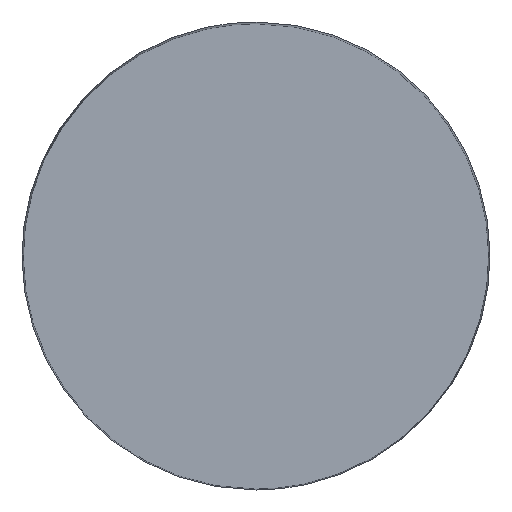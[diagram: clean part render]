
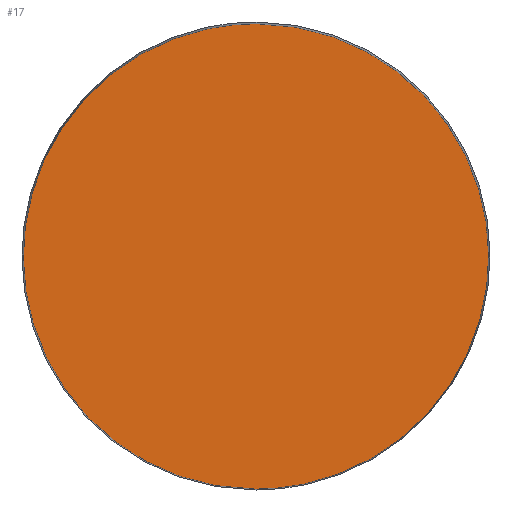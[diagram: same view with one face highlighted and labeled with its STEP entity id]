
A CAD part, top view. The second image highlights one B-rep face of the part: STEP entity #17.
In plain terms, the highlighted planar face has unit normal (0, 0, -1).
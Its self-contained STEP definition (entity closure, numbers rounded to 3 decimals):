
#17 = ADVANCED_FACE('',(#18),#34,.T.);
#18 = FACE_BOUND('',#19,.T.);
#19 = EDGE_LOOP('',(#20,#87));
#20 = ORIENTED_EDGE('',*,*,#21,.T.);
#21 = EDGE_CURVE('',#22,#24,#26,.T.);
#22 = VERTEX_POINT('',#23);
#23 = CARTESIAN_POINT('',(243.643,290.858,
    315.799));
#24 = VERTEX_POINT('',#25);
#25 = CARTESIAN_POINT('',(243.643,292.052,
    315.799));
#26 = SURFACE_CURVE('',#27,(#33,#47),.PCURVE_S1.);
#27 = ( BOUNDED_CURVE() B_SPLINE_CURVE(2,(#28,#29,#30,#31,#32),
.UNSPECIFIED.,.F.,.F.) B_SPLINE_CURVE_WITH_KNOTS((3,2,3),(0.,
0.938,1.875),.UNSPECIFIED.) CURVE() 
GEOMETRIC_REPRESENTATION_ITEM() RATIONAL_B_SPLINE_CURVE((1.,
0.707,1.,0.707,1.)) REPRESENTATION_ITEM('') );
#28 = CARTESIAN_POINT('',(243.643,290.858,
    315.799));
#29 = CARTESIAN_POINT('',(243.046,290.858,
    315.799));
#30 = CARTESIAN_POINT('',(243.046,291.455,
    315.799));
#31 = CARTESIAN_POINT('',(243.046,292.052,
    315.799));
#32 = CARTESIAN_POINT('',(243.643,292.052,
    315.799));
#33 = PCURVE('',#34,#39);
#34 = PLANE('',#35);
#35 = AXIS2_PLACEMENT_3D('',#36,#37,#38);
#36 = CARTESIAN_POINT('',(244.48,292.291,315.799)
  );
#37 = DIRECTION('',(0.,0.,-1.));
#38 = DIRECTION('',(0.,-1.,0.));
#39 = DEFINITIONAL_REPRESENTATION('',(#40),#46);
#40 = ( BOUNDED_CURVE() B_SPLINE_CURVE(2,(#41,#42,#43,#44,#45),
.UNSPECIFIED.,.F.,.F.) B_SPLINE_CURVE_WITH_KNOTS((3,2,3),(0.,
0.938,1.875),.UNSPECIFIED.) CURVE() 
GEOMETRIC_REPRESENTATION_ITEM() RATIONAL_B_SPLINE_CURVE((1.,
0.707,1.,0.707,1.)) REPRESENTATION_ITEM('') );
#41 = CARTESIAN_POINT('',(1.433,0.836));
#42 = CARTESIAN_POINT('',(1.433,1.433));
#43 = CARTESIAN_POINT('',(0.836,1.433));
#44 = CARTESIAN_POINT('',(0.239,1.433));
#45 = CARTESIAN_POINT('',(0.239,0.836));
#46 = ( GEOMETRIC_REPRESENTATION_CONTEXT(2) 
PARAMETRIC_REPRESENTATION_CONTEXT() REPRESENTATION_CONTEXT('2D SPACE',''
  ) );
#47 = PCURVE('',#48,#59);
#48 = ( BOUNDED_SURFACE() B_SPLINE_SURFACE(2,1,(
    (#49,#50)
    ,(#51,#52)
    ,(#53,#54)
    ,(#55,#56)
,(#57,#58
    )),.UNSPECIFIED.,.F.,.F.,.F.) B_SPLINE_SURFACE_WITH_KNOTS((3,2,3),(2
    ,2),(0.,1.571,3.142),(0.,1.002),
.UNSPECIFIED.) GEOMETRIC_REPRESENTATION_ITEM() RATIONAL_B_SPLINE_SURFACE
((
    (1.,1.)
    ,(0.707,0.707)
    ,(1.,1.)
    ,(0.707,0.707)
,(1.,1.))) REPRESENTATION_ITEM('') SURFACE() );
#49 = CARTESIAN_POINT('',(243.643,292.051,
    315.616));
#50 = CARTESIAN_POINT('',(243.643,292.056,316.618
    ));
#51 = CARTESIAN_POINT('',(243.047,292.051,
    315.616));
#52 = CARTESIAN_POINT('',(243.042,292.056,316.618
    ));
#53 = CARTESIAN_POINT('',(243.047,291.455,315.616
    ));
#54 = CARTESIAN_POINT('',(243.042,291.455,
    316.618));
#55 = CARTESIAN_POINT('',(243.047,290.859,315.616
    ));
#56 = CARTESIAN_POINT('',(243.042,290.854,
    316.618));
#57 = CARTESIAN_POINT('',(243.643,290.859,315.616
    ));
#58 = CARTESIAN_POINT('',(243.643,290.854,
    316.618));
#59 = DEFINITIONAL_REPRESENTATION('',(#60),#86);
#60 = B_SPLINE_CURVE_WITH_KNOTS('',3,(#61,#62,#63,#64,#65,#66,#67,#68,
    #69,#70,#71,#72,#73,#74,#75,#76,#77,#78,#79,#80,#81,#82,#83,#84,#85)
  ,.UNSPECIFIED.,.F.,.F.,(4,1,1,1,1,1,1,1,1,1,1,1,1,1,1,1,1,1,1,1,1,1,4)
  ,(0.,0.085,0.17,0.256,0.341,
    0.426,0.511,0.597,0.682,
    0.767,0.852,0.938,1.023,
    1.108,1.193,1.279,1.364,
    1.449,1.534,1.62,1.705,
    1.79,1.875),.QUASI_UNIFORM_KNOTS.);
#61 = CARTESIAN_POINT('',(3.142,0.184));
#62 = CARTESIAN_POINT('',(3.094,0.184));
#63 = CARTESIAN_POINT('',(2.999,0.184));
#64 = CARTESIAN_POINT('',(2.856,0.184));
#65 = CARTESIAN_POINT('',(2.713,0.184));
#66 = CARTESIAN_POINT('',(2.57,0.184));
#67 = CARTESIAN_POINT('',(2.428,0.184));
#68 = CARTESIAN_POINT('',(2.285,0.184));
#69 = CARTESIAN_POINT('',(2.142,0.184));
#70 = CARTESIAN_POINT('',(1.999,0.184));
#71 = CARTESIAN_POINT('',(1.856,0.184));
#72 = CARTESIAN_POINT('',(1.714,0.184));
#73 = CARTESIAN_POINT('',(1.571,0.184));
#74 = CARTESIAN_POINT('',(1.428,0.184));
#75 = CARTESIAN_POINT('',(1.285,0.184));
#76 = CARTESIAN_POINT('',(1.142,0.184));
#77 = CARTESIAN_POINT('',(1.,0.184));
#78 = CARTESIAN_POINT('',(0.857,0.184));
#79 = CARTESIAN_POINT('',(0.714,0.184));
#80 = CARTESIAN_POINT('',(0.571,0.184));
#81 = CARTESIAN_POINT('',(0.428,0.184));
#82 = CARTESIAN_POINT('',(0.286,0.184));
#83 = CARTESIAN_POINT('',(0.143,0.184));
#84 = CARTESIAN_POINT('',(0.048,0.184));
#85 = CARTESIAN_POINT('',(0.,0.184));
#86 = ( GEOMETRIC_REPRESENTATION_CONTEXT(2) 
PARAMETRIC_REPRESENTATION_CONTEXT() REPRESENTATION_CONTEXT('2D SPACE',''
  ) );
#87 = ORIENTED_EDGE('',*,*,#88,.T.);
#88 = EDGE_CURVE('',#24,#22,#89,.T.);
#89 = SURFACE_CURVE('',#90,(#96,#105),.PCURVE_S1.);
#90 = ( BOUNDED_CURVE() B_SPLINE_CURVE(2,(#91,#92,#93,#94,#95),
.UNSPECIFIED.,.F.,.F.) B_SPLINE_CURVE_WITH_KNOTS((3,2,3),(1.875
,2.813,3.75),.PIECEWISE_BEZIER_KNOTS.) CURVE() 
GEOMETRIC_REPRESENTATION_ITEM() RATIONAL_B_SPLINE_CURVE((1.,
0.707,1.,0.707,1.)) REPRESENTATION_ITEM('') );
#91 = CARTESIAN_POINT('',(243.643,292.052,
    315.799));
#92 = CARTESIAN_POINT('',(244.24,292.052,
    315.799));
#93 = CARTESIAN_POINT('',(244.24,291.455,
    315.799));
#94 = CARTESIAN_POINT('',(244.24,290.858,
    315.799));
#95 = CARTESIAN_POINT('',(243.643,290.858,
    315.799));
#96 = PCURVE('',#34,#97);
#97 = DEFINITIONAL_REPRESENTATION('',(#98),#104);
#98 = ( BOUNDED_CURVE() B_SPLINE_CURVE(2,(#99,#100,#101,#102,#103),
.UNSPECIFIED.,.F.,.F.) B_SPLINE_CURVE_WITH_KNOTS((3,2,3),(1.875
,2.813,3.75),.PIECEWISE_BEZIER_KNOTS.) CURVE() 
GEOMETRIC_REPRESENTATION_ITEM() RATIONAL_B_SPLINE_CURVE((1.,
0.707,1.,0.707,1.)) REPRESENTATION_ITEM('') );
#99 = CARTESIAN_POINT('',(0.239,0.836));
#100 = CARTESIAN_POINT('',(0.239,0.239));
#101 = CARTESIAN_POINT('',(0.836,0.239));
#102 = CARTESIAN_POINT('',(1.433,0.239));
#103 = CARTESIAN_POINT('',(1.433,0.836));
#104 = ( GEOMETRIC_REPRESENTATION_CONTEXT(2) 
PARAMETRIC_REPRESENTATION_CONTEXT() REPRESENTATION_CONTEXT('2D SPACE',''
  ) );
#105 = PCURVE('',#106,#117);
#106 = ( BOUNDED_SURFACE() B_SPLINE_SURFACE(2,1,(
    (#107,#108)
    ,(#109,#110)
    ,(#111,#112)
    ,(#113,#114)
,(#115,#116
    )),.UNSPECIFIED.,.F.,.F.,.F.) B_SPLINE_SURFACE_WITH_KNOTS((3,2,3),(2
    ,2),(3.142,4.712,6.283),(0.,1.002)
,.PIECEWISE_BEZIER_KNOTS.) GEOMETRIC_REPRESENTATION_ITEM() 
RATIONAL_B_SPLINE_SURFACE((
    (1.,1.)
    ,(0.707,0.707)
    ,(1.,1.)
    ,(0.707,0.707)
,(1.,1.))) REPRESENTATION_ITEM('') SURFACE() );
#107 = CARTESIAN_POINT('',(243.643,290.859,
    315.616));
#108 = CARTESIAN_POINT('',(243.643,290.854,
    316.618));
#109 = CARTESIAN_POINT('',(244.239,290.859,
    315.616));
#110 = CARTESIAN_POINT('',(244.244,290.854,
    316.618));
#111 = CARTESIAN_POINT('',(244.239,291.455,
    315.616));
#112 = CARTESIAN_POINT('',(244.244,291.455,
    316.618));
#113 = CARTESIAN_POINT('',(244.239,292.051,
    315.616));
#114 = CARTESIAN_POINT('',(244.244,292.056,
    316.618));
#115 = CARTESIAN_POINT('',(243.643,292.051,
    315.616));
#116 = CARTESIAN_POINT('',(243.643,292.056,
    316.618));
#117 = DEFINITIONAL_REPRESENTATION('',(#118),#144);
#118 = B_SPLINE_CURVE_WITH_KNOTS('',3,(#119,#120,#121,#122,#123,#124,
    #125,#126,#127,#128,#129,#130,#131,#132,#133,#134,#135,#136,#137,
    #138,#139,#140,#141,#142,#143),.UNSPECIFIED.,.F.,.F.,(4,1,1,1,1,1,1,
    1,1,1,1,1,1,1,1,1,1,1,1,1,1,1,4),(1.875,1.96,
    2.046,2.131,2.216,2.301,
    2.387,2.472,2.557,2.642,
    2.728,2.813,2.898,2.983,
    3.069,3.154,3.239,3.324,
    3.409,3.495,3.58,3.665,
    3.75),.QUASI_UNIFORM_KNOTS.);
#119 = CARTESIAN_POINT('',(6.283,0.184));
#120 = CARTESIAN_POINT('',(6.236,0.184));
#121 = CARTESIAN_POINT('',(6.14,0.184));
#122 = CARTESIAN_POINT('',(5.998,0.184));
#123 = CARTESIAN_POINT('',(5.855,0.184));
#124 = CARTESIAN_POINT('',(5.712,0.184));
#125 = CARTESIAN_POINT('',(5.569,0.184));
#126 = CARTESIAN_POINT('',(5.426,0.184));
#127 = CARTESIAN_POINT('',(5.284,0.184));
#128 = CARTESIAN_POINT('',(5.141,0.184));
#129 = CARTESIAN_POINT('',(4.998,0.184));
#130 = CARTESIAN_POINT('',(4.855,0.184));
#131 = CARTESIAN_POINT('',(4.712,0.184));
#132 = CARTESIAN_POINT('',(4.57,0.184));
#133 = CARTESIAN_POINT('',(4.427,0.184));
#134 = CARTESIAN_POINT('',(4.284,0.184));
#135 = CARTESIAN_POINT('',(4.141,0.184));
#136 = CARTESIAN_POINT('',(3.998,0.184));
#137 = CARTESIAN_POINT('',(3.856,0.184));
#138 = CARTESIAN_POINT('',(3.713,0.184));
#139 = CARTESIAN_POINT('',(3.57,0.184));
#140 = CARTESIAN_POINT('',(3.427,0.184));
#141 = CARTESIAN_POINT('',(3.284,0.184));
#142 = CARTESIAN_POINT('',(3.189,0.184));
#143 = CARTESIAN_POINT('',(3.142,0.184));
#144 = ( GEOMETRIC_REPRESENTATION_CONTEXT(2) 
PARAMETRIC_REPRESENTATION_CONTEXT() REPRESENTATION_CONTEXT('2D SPACE',''
  ) );
